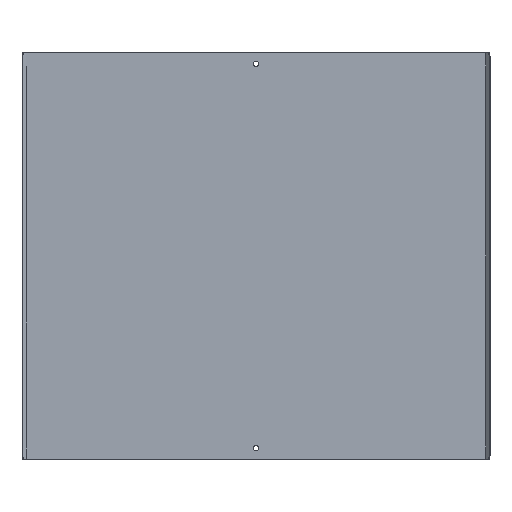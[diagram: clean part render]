
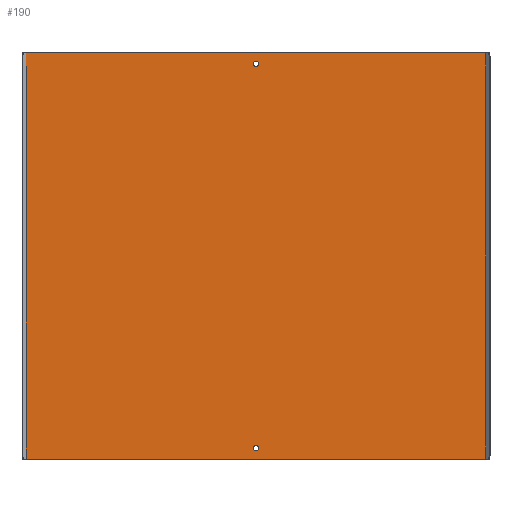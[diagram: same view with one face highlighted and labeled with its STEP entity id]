
A CAD part, front view. The second image highlights one B-rep face of the part: STEP entity #190.
In plain terms, the highlighted planar face has unit normal (0, -1, 0).
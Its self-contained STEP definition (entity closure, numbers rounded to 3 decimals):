
#59 = FACE_BOUND ( 'NONE', #857, .T. ) ;
#63 = EDGE_LOOP ( 'NONE', ( #2618, #1286, #2522, #250 ) ) ;
#86 = EDGE_CURVE ( 'NONE', #279, #2044, #788, .T. ) ;
#111 = DIRECTION ( 'NONE',  ( 0., 1., 0. ) ) ;
#176 = CARTESIAN_POINT ( 'NONE',  ( 0., 0., 506.55 ) ) ;
#190 = ADVANCED_FACE ( 'NONE', ( #59, #899, #500 ), #911, .F. ) ;
#203 = CARTESIAN_POINT ( 'NONE',  ( 0., 0., 510. ) ) ;
#205 = VERTEX_POINT ( 'NONE', #1956 ) ;
#244 = CARTESIAN_POINT ( 'NONE',  ( 300., 0., 525. ) ) ;
#250 = ORIENTED_EDGE ( 'NONE', *, *, #282, .T. ) ;
#279 = VERTEX_POINT ( 'NONE', #1534 ) ;
#282 = EDGE_CURVE ( 'NONE', #1610, #871, #2197, .T. ) ;
#287 = CARTESIAN_POINT ( 'NONE',  ( -298.5, 0., 525. ) ) ;
#385 = CIRCLE ( 'NONE', #436, 3.45 ) ;
#433 = VERTEX_POINT ( 'NONE', #507 ) ;
#436 = AXIS2_PLACEMENT_3D ( 'NONE', #2294, #2092, #1666 ) ;
#481 = VECTOR ( 'NONE', #2590, 1000. ) ;
#500 = FACE_OUTER_BOUND ( 'NONE', #63, .T. ) ;
#507 = CARTESIAN_POINT ( 'NONE',  ( 0., 0., 18.45 ) ) ;
#557 = CARTESIAN_POINT ( 'NONE',  ( 300., 0., 525. ) ) ;
#581 = EDGE_CURVE ( 'NONE', #1610, #858, #1641, .T. ) ;
#611 = AXIS2_PLACEMENT_3D ( 'NONE', #702, #111, #1988 ) ;
#700 = VECTOR ( 'NONE', #2357, 1000. ) ;
#702 = CARTESIAN_POINT ( 'NONE',  ( 0., 0., 510. ) ) ;
#712 = CIRCLE ( 'NONE', #882, 3.45 ) ;
#743 = DIRECTION ( 'NONE',  ( 1., 0., 0. ) ) ;
#748 = VECTOR ( 'NONE', #1562, 1000. ) ;
#766 = ORIENTED_EDGE ( 'NONE', *, *, #2586, .T. ) ;
#788 = CIRCLE ( 'NONE', #2605, 3.45 ) ;
#813 = ORIENTED_EDGE ( 'NONE', *, *, #905, .T. ) ;
#857 = EDGE_LOOP ( 'NONE', ( #1140, #813 ) ) ;
#858 = VERTEX_POINT ( 'NONE', #995 ) ;
#871 = VERTEX_POINT ( 'NONE', #1878 ) ;
#882 = AXIS2_PLACEMENT_3D ( 'NONE', #2152, #2599, #2573 ) ;
#899 = FACE_BOUND ( 'NONE', #2542, .T. ) ;
#905 = EDGE_CURVE ( 'NONE', #205, #433, #712, .T. ) ;
#911 = PLANE ( 'NONE',  #2343 ) ;
#995 = CARTESIAN_POINT ( 'NONE',  ( 298.5, 0., 525. ) ) ;
#1014 = VECTOR ( 'NONE', #743, 1000. ) ;
#1076 = DIRECTION ( 'NONE',  ( 0., 0., 1. ) ) ;
#1087 = LINE ( 'NONE', #1343, #700 ) ;
#1121 = DIRECTION ( 'NONE',  ( 0., 1., 0. ) ) ;
#1140 = ORIENTED_EDGE ( 'NONE', *, *, #1984, .T. ) ;
#1153 = EDGE_CURVE ( 'NONE', #871, #1670, #1825, .T. ) ;
#1199 = CARTESIAN_POINT ( 'NONE',  ( 298.5, 0., 0. ) ) ;
#1286 = ORIENTED_EDGE ( 'NONE', *, *, #2253, .F. ) ;
#1291 = DIRECTION ( 'NONE',  ( 0., 1., 0. ) ) ;
#1343 = CARTESIAN_POINT ( 'NONE',  ( 298.5, 0., 525. ) ) ;
#1534 = CARTESIAN_POINT ( 'NONE',  ( 0., 0., 513.45 ) ) ;
#1562 = DIRECTION ( 'NONE',  ( 1., 0., 0. ) ) ;
#1610 = VERTEX_POINT ( 'NONE', #1776 ) ;
#1641 = LINE ( 'NONE', #557, #1014 ) ;
#1666 = DIRECTION ( 'NONE',  ( 0., 0., 1. ) ) ;
#1670 = VERTEX_POINT ( 'NONE', #1199 ) ;
#1776 = CARTESIAN_POINT ( 'NONE',  ( -298.5, 0., 525. ) ) ;
#1825 = LINE ( 'NONE', #2222, #748 ) ;
#1878 = CARTESIAN_POINT ( 'NONE',  ( -298.5, 0., 0. ) ) ;
#1956 = CARTESIAN_POINT ( 'NONE',  ( 0., 0., 11.55 ) ) ;
#1984 = EDGE_CURVE ( 'NONE', #433, #205, #385, .T. ) ;
#1988 = DIRECTION ( 'NONE',  ( 0., 0., 1. ) ) ;
#2044 = VERTEX_POINT ( 'NONE', #176 ) ;
#2092 = DIRECTION ( 'NONE',  ( 0., 1., 0. ) ) ;
#2152 = CARTESIAN_POINT ( 'NONE',  ( 0., 0., 15. ) ) ;
#2197 = LINE ( 'NONE', #287, #481 ) ;
#2222 = CARTESIAN_POINT ( 'NONE',  ( 300., 0., 0. ) ) ;
#2253 = EDGE_CURVE ( 'NONE', #858, #1670, #1087, .T. ) ;
#2294 = CARTESIAN_POINT ( 'NONE',  ( 0., 0., 15. ) ) ;
#2343 = AXIS2_PLACEMENT_3D ( 'NONE', #244, #1121, #2424 ) ;
#2357 = DIRECTION ( 'NONE',  ( 0., 0., -1. ) ) ;
#2424 = DIRECTION ( 'NONE',  ( 0., 0., 1. ) ) ;
#2522 = ORIENTED_EDGE ( 'NONE', *, *, #581, .F. ) ;
#2542 = EDGE_LOOP ( 'NONE', ( #2634, #766 ) ) ;
#2573 = DIRECTION ( 'NONE',  ( 0., 0., 1. ) ) ;
#2586 = EDGE_CURVE ( 'NONE', #2044, #279, #2690, .T. ) ;
#2590 = DIRECTION ( 'NONE',  ( 0., 0., -1. ) ) ;
#2599 = DIRECTION ( 'NONE',  ( 0., 1., 0. ) ) ;
#2605 = AXIS2_PLACEMENT_3D ( 'NONE', #203, #1291, #1076 ) ;
#2618 = ORIENTED_EDGE ( 'NONE', *, *, #1153, .T. ) ;
#2634 = ORIENTED_EDGE ( 'NONE', *, *, #86, .T. ) ;
#2690 = CIRCLE ( 'NONE', #611, 3.45 ) ;
